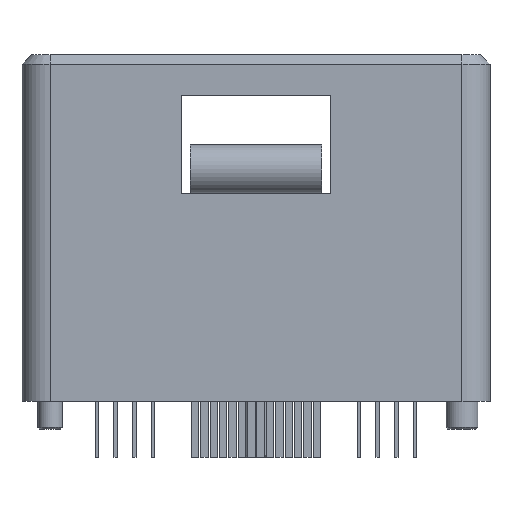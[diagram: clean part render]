
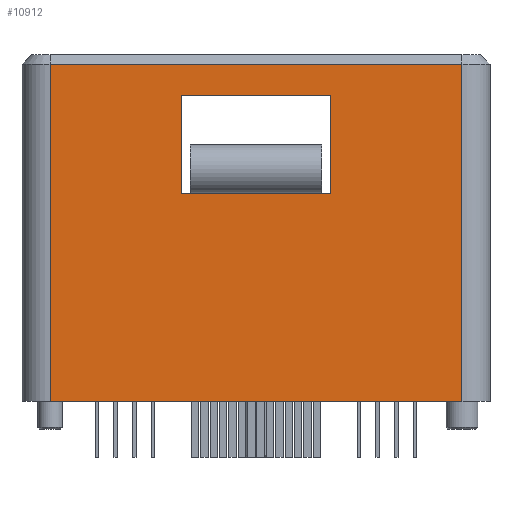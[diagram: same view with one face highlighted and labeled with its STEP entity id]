
A CAD part, left-side view. The second image highlights one B-rep face of the part: STEP entity #10912.
In plain terms, the highlighted planar face has unit normal (-1, 0, 0).
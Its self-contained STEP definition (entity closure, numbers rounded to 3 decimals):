
#9522=CARTESIAN_POINT('',(-12.5,-4.0,11.1));
#9523=VERTEX_POINT('',#9522);
#9530=CARTESIAN_POINT('',(-12.5,-4.0,16.3));
#9531=VERTEX_POINT('',#9530);
#9532=CARTESIAN_POINT('',(-12.5,-4.,16.3));
#9533=DIRECTION('',(0.0,0.0,-1.0));
#9534=VECTOR('',#9533,5.2);
#9535=LINE('',#9532,#9534);
#9536=EDGE_CURVE('',#9531,#9523,#9535,.T.);
#9577=CARTESIAN_POINT('',(-12.5,4.,16.3));
#9578=VERTEX_POINT('',#9577);
#9579=CARTESIAN_POINT('',(-12.5,4.,16.3));
#9580=DIRECTION('',(0.0,-1.0,0.0));
#9581=VECTOR('',#9580,8.);
#9582=LINE('',#9579,#9581);
#9583=EDGE_CURVE('',#9578,#9531,#9582,.T.);
#9624=CARTESIAN_POINT('',(-12.5,4.,11.1));
#9625=VERTEX_POINT('',#9624);
#9626=CARTESIAN_POINT('',(-12.5,4.,11.1));
#9627=DIRECTION('',(0.0,0.0,1.0));
#9628=VECTOR('',#9627,5.2);
#9629=LINE('',#9626,#9628);
#9630=EDGE_CURVE('',#9625,#9578,#9629,.T.);
#9653=CARTESIAN_POINT('',(-12.5,-4.0,11.1));
#9654=DIRECTION('',(0.0,1.0,0.0));
#9655=VECTOR('',#9654,8.);
#9656=LINE('',#9653,#9655);
#9657=EDGE_CURVE('',#9523,#9625,#9656,.T.);
#10640=CARTESIAN_POINT('',(-12.5,11.,18.0));
#10641=VERTEX_POINT('',#10640);
#10706=CARTESIAN_POINT('',(-12.5,-11.,18.0));
#10707=VERTEX_POINT('',#10706);
#10723=CARTESIAN_POINT('',(-12.5,11.0,18.0));
#10724=DIRECTION('',(0.0,-1.0,0.0));
#10725=VECTOR('',#10724,22.);
#10726=LINE('',#10723,#10725);
#10727=EDGE_CURVE('',#10641,#10707,#10726,.T.);
#10857=CARTESIAN_POINT('',(-12.5,-11.,0.0));
#10858=VERTEX_POINT('',#10857);
#10859=CARTESIAN_POINT('',(-12.5,-11.,0.0));
#10860=DIRECTION('',(0.0,0.0,1.0));
#10861=VECTOR('',#10860,18.0);
#10862=LINE('',#10859,#10861);
#10863=EDGE_CURVE('',#10858,#10707,#10862,.T.);
#10883=CARTESIAN_POINT('',(-12.5,-11.,0.0));
#10884=DIRECTION('',(-1.0,0.0,0.0));
#10885=DIRECTION('',(0.0,0.0,-1.0));
#10886=AXIS2_PLACEMENT_3D('',#10883,#10884,#10885);
#10887=PLANE('',#10886);
#10888=ORIENTED_EDGE('',*,*,#10727,.F.);
#10889=CARTESIAN_POINT('',(-12.5,11.,0.0));
#10890=VERTEX_POINT('',#10889);
#10891=CARTESIAN_POINT('',(-12.5,11.,0.0));
#10892=DIRECTION('',(0.0,0.0,1.0));
#10893=VECTOR('',#10892,18.0);
#10894=LINE('',#10891,#10893);
#10895=EDGE_CURVE('',#10890,#10641,#10894,.T.);
#10896=ORIENTED_EDGE('',*,*,#10895,.F.);
#10897=CARTESIAN_POINT('',(-12.5,-11.,0.0));
#10898=DIRECTION('',(0.0,1.0,0.0));
#10899=VECTOR('',#10898,22.);
#10900=LINE('',#10897,#10899);
#10901=EDGE_CURVE('',#10858,#10890,#10900,.T.);
#10902=ORIENTED_EDGE('',*,*,#10901,.F.);
#10903=ORIENTED_EDGE('',*,*,#10863,.T.);
#10904=EDGE_LOOP('',(#10888,#10896,#10902,#10903));
#10905=FACE_OUTER_BOUND('',#10904,.T.);
#10906=ORIENTED_EDGE('',*,*,#9630,.T.);
#10907=ORIENTED_EDGE('',*,*,#9583,.T.);
#10908=ORIENTED_EDGE('',*,*,#9536,.T.);
#10909=ORIENTED_EDGE('',*,*,#9657,.T.);
#10910=EDGE_LOOP('',(#10906,#10907,#10908,#10909));
#10911=FACE_BOUND('',#10910,.T.);
#10912=ADVANCED_FACE('',(#10905,#10911),#10887,.T.);
